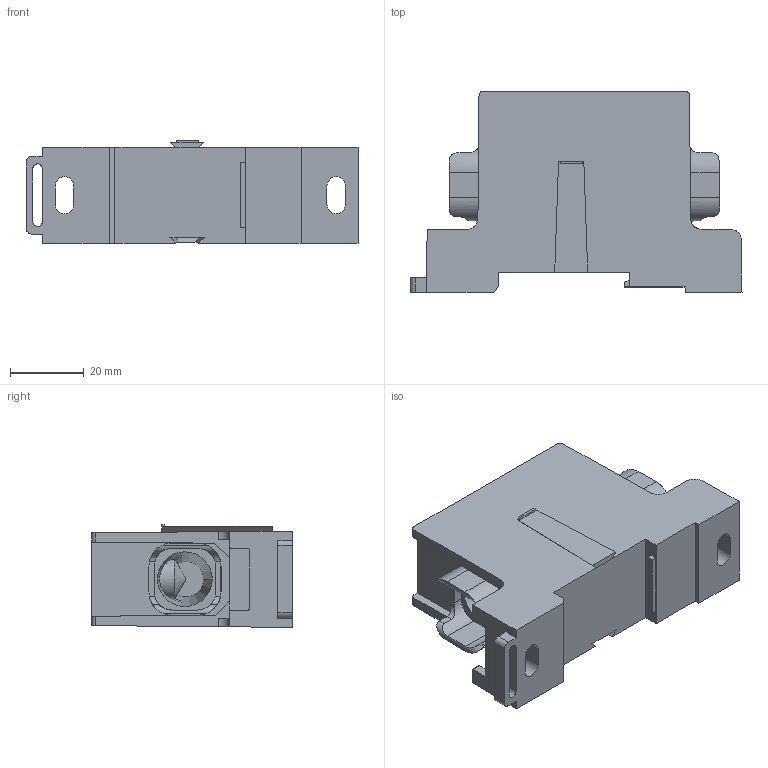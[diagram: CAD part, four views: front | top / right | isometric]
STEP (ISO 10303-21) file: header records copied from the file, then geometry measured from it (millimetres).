
FILE_DESCRIPTION (( 'STEP AP203' ), '1' );
FILE_NAME ('EPDB104.STEP', '2011-10-18T12:32:19', ( '.adc' ), ( '' ), 'SwSTEP 2.0', 'SolidWorks 2011', '' );
FILE_SCHEMA (( 'CONFIG_CONTROL_DESIGN' ));
Length unit declared in the file: inch
Products named in the file (1): EPDB104
Bounding box: 90.14 x 54.51 x 27.89 mm (x, y, z)
Volume: 74063.6 mm3; surface area: 21065.1 mm2
Topology: 2 solids, 2 shells, 248 faces, 675 edges, 448 vertices
Faces by surface type: plane 171, cylinder 73, cone 4
Entity records: 8380 total; most frequent: CARTESIAN_POINT 2022, ORIENTED_EDGE 1350, DIRECTION 1235, EDGE_CURVE 675, VECTOR 505, LINE 505, VERTEX_POINT 448, AXIS2_PLACEMENT_3D 365
